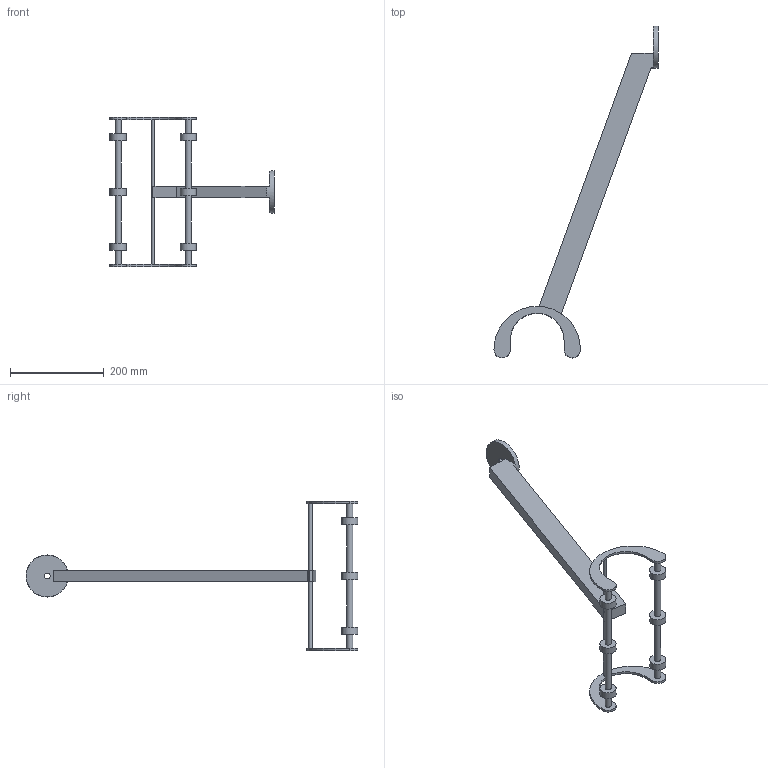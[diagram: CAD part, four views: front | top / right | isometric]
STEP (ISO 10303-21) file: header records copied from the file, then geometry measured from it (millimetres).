
FILE_DESCRIPTION(/* description */ (''),/* implementation_level */ '2;1');
FILE_NAME(/* name */ 'Arm.step',/* time_stamp */ '2025-05-04T22:09:47+03:00',/* author */ (''),/* organization */ (''),/* preprocessor_version */ 'ST-DEVELOPER v20.1',/* originating_system */ 'Autodesk Translation Framework v14.4.0.0',/* authorisation */ '');
FILE_SCHEMA (('AUTOMOTIVE_DESIGN { 1 0 10303 214 3 1 1 }'));
Length unit declared in the file: millimetre
Products named in the file (1): Test Bot for advantge scope
Bounding box: 351 x 709.83 x 320 mm (x, y, z)
Volume: 1035376.2 mm3; surface area: 187805.4 mm2
Topology: 2 solids, 2 shells, 60 faces, 125 edges, 80 vertices
Faces by surface type: plane 34, cylinder 26
Full cylindrical faces by diameter (mm): 7 x1, 12.7 x9, 35 x6, 90 x1
Entity records: 1655 total; most frequent: DIRECTION 301, CARTESIAN_POINT 266, ORIENTED_EDGE 250, EDGE_CURVE 125, AXIS2_PLACEMENT_3D 115, EDGE_LOOP 81, VERTEX_POINT 80, LINE 71
